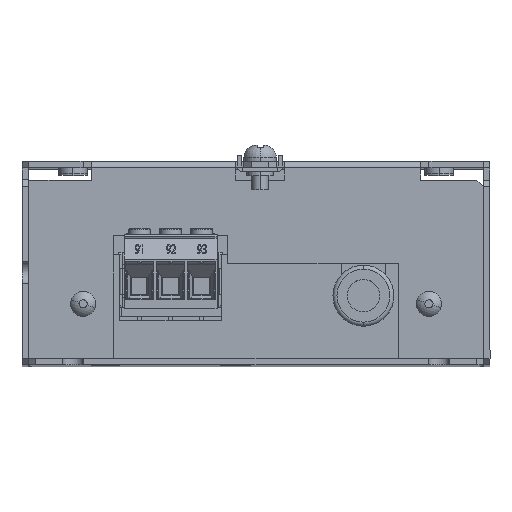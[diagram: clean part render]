
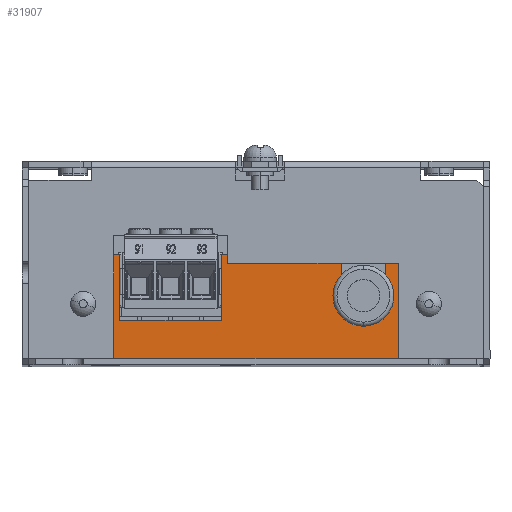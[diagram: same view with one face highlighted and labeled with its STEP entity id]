
A CAD part, top view. The second image highlights one B-rep face of the part: STEP entity #31907.
In plain terms, the highlighted face is planar.
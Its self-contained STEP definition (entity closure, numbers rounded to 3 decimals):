
#392 = EDGE_CURVE ( 'NONE', #27166, #10673, #41908, .T. ) ;
#494 = AXIS2_PLACEMENT_3D ( 'NONE', #36771, #15223, #40408 ) ;
#658 = VERTEX_POINT ( 'NONE', #32171 ) ;
#809 = DIRECTION ( 'NONE',  ( 0., 1., 0. ) ) ;
#910 = CARTESIAN_POINT ( 'NONE',  ( 134.65, 26., -54.759 ) ) ;
#1131 = LINE ( 'NONE', #19703, #19197 ) ;
#1712 = DIRECTION ( 'NONE',  ( 0., 0., 1. ) ) ;
#3075 = VERTEX_POINT ( 'NONE', #39970 ) ;
#3098 = DIRECTION ( 'NONE',  ( 0., 1., 0. ) ) ;
#3225 = VERTEX_POINT ( 'NONE', #39557 ) ;
#3359 = FACE_OUTER_BOUND ( 'NONE', #20152, .T. ) ;
#3986 = CARTESIAN_POINT ( 'NONE',  ( 134.65, 26., -31.9 ) ) ;
#4175 = CARTESIAN_POINT ( 'NONE',  ( 134.65, 0., 54.759 ) ) ;
#4519 = EDGE_CURVE ( 'NONE', #10673, #3225, #20605, .T. ) ;
#4549 = VERTEX_POINT ( 'NONE', #16884 ) ;
#4768 = ORIENTED_EDGE ( 'NONE', *, *, #11919, .F. ) ;
#5089 = CARTESIAN_POINT ( 'NONE',  ( 134.65, 26., 0. ) ) ;
#5581 = VERTEX_POINT ( 'NONE', #3986 ) ;
#5690 = DIRECTION ( 'NONE',  ( 0., -1., 0. ) ) ;
#5748 = LINE ( 'NONE', #45310, #42950 ) ;
#5774 = DIRECTION ( 'NONE',  ( 1., 0., 0. ) ) ;
#5848 = ORIENTED_EDGE ( 'NONE', *, *, #31667, .T. ) ;
#6230 = CARTESIAN_POINT ( 'NONE',  ( 134.65, 26., 0. ) ) ;
#6794 = EDGE_CURVE ( 'NONE', #27862, #44910, #28094, .T. ) ;
#7155 = CARTESIAN_POINT ( 'NONE',  ( 134.65, 15.6, -42.5 ) ) ;
#8249 = ORIENTED_EDGE ( 'NONE', *, *, #25410, .F. ) ;
#9277 = EDGE_CURVE ( 'NONE', #3225, #45343, #5748, .T. ) ;
#9337 = VERTEX_POINT ( 'NONE', #10696 ) ;
#9976 = CARTESIAN_POINT ( 'NONE',  ( 134.65, 10., 33.5 ) ) ;
#10003 = AXIS2_PLACEMENT_3D ( 'NONE', #46130, #38995, #17456 ) ;
#10361 = CARTESIAN_POINT ( 'NONE',  ( 134.65, 0., -54.759 ) ) ;
#10496 = ORIENTED_EDGE ( 'NONE', *, *, #392, .F. ) ;
#10673 = VERTEX_POINT ( 'NONE', #21887 ) ;
#10696 = CARTESIAN_POINT ( 'NONE',  ( 134.65, 12.4, 42.5 ) ) ;
#11010 = EDGE_CURVE ( 'NONE', #18422, #658, #14450, .T. ) ;
#11070 = CARTESIAN_POINT ( 'NONE',  ( 134.65, 14., -42.5 ) ) ;
#11919 = EDGE_CURVE ( 'NONE', #4549, #5581, #21715, .T. ) ;
#12096 = VECTOR ( 'NONE', #809, 1000. ) ;
#12599 = ORIENTED_EDGE ( 'NONE', *, *, #42205, .T. ) ;
#12727 = LINE ( 'NONE', #4175, #23930 ) ;
#12982 = DIRECTION ( 'NONE',  ( 0., 1., 0. ) ) ;
#14450 = CIRCLE ( 'NONE', #37803, 1.6 ) ;
#14660 = DIRECTION ( 'NONE',  ( 0., 1., 0. ) ) ;
#14733 = CARTESIAN_POINT ( 'NONE',  ( 134.65, 0.1, 54.759 ) ) ;
#14876 = ORIENTED_EDGE ( 'NONE', *, *, #38563, .F. ) ;
#15223 = DIRECTION ( 'NONE',  ( 1., 0., 0. ) ) ;
#15425 = ORIENTED_EDGE ( 'NONE', *, *, #16477, .F. ) ;
#15574 = CARTESIAN_POINT ( 'NONE',  ( 134.65, 15.6, 42.5 ) ) ;
#15921 = DIRECTION ( 'NONE',  ( 0., 0., 1. ) ) ;
#16025 = CARTESIAN_POINT ( 'NONE',  ( 134.65, 0.1, 55.9 ) ) ;
#16477 = EDGE_CURVE ( 'NONE', #42271, #18024, #21265, .T. ) ;
#16884 = CARTESIAN_POINT ( 'NONE',  ( 134.65, 16., -31.9 ) ) ;
#17456 = DIRECTION ( 'NONE',  ( 0., -1., 0. ) ) ;
#17642 = CARTESIAN_POINT ( 'NONE',  ( 134.65, 16., -20.9 ) ) ;
#17685 = VECTOR ( 'NONE', #3098, 1000. ) ;
#17831 = DIRECTION ( 'NONE',  ( 1., 0., 0. ) ) ;
#18024 = VERTEX_POINT ( 'NONE', #14733 ) ;
#18106 = DIRECTION ( 'NONE',  ( 1., 0., 0. ) ) ;
#18197 = CARTESIAN_POINT ( 'NONE',  ( 134.65, 26., 33.5 ) ) ;
#18422 = VERTEX_POINT ( 'NONE', #7155 ) ;
#19197 = VECTOR ( 'NONE', #1712, 1000. ) ;
#19207 = ORIENTED_EDGE ( 'NONE', *, *, #38483, .F. ) ;
#19479 = VECTOR ( 'NONE', #42303, 1000. ) ;
#19541 = EDGE_CURVE ( 'NONE', #42271, #33328, #27262, .T. ) ;
#19703 = CARTESIAN_POINT ( 'NONE',  ( 134.65, 26., 0. ) ) ;
#19864 = AXIS2_PLACEMENT_3D ( 'NONE', #39636, #18106, #43305 ) ;
#20104 = ORIENTED_EDGE ( 'NONE', *, *, #28759, .F. ) ;
#20152 = EDGE_LOOP ( 'NONE', ( #44259, #43634, #24886, #30822, #27297, #10496, #12599, #8249, #15425, #29723, #5848, #4768 ) ) ;
#20402 = AXIS2_PLACEMENT_3D ( 'NONE', #39386, #17831, #43040 ) ;
#20605 = LINE ( 'NONE', #9976, #19479 ) ;
#20871 = CIRCLE ( 'NONE', #494, 1.6 ) ;
#21265 = LINE ( 'NONE', #16025, #30816 ) ;
#21715 = LINE ( 'NONE', #40316, #12096 ) ;
#21887 = CARTESIAN_POINT ( 'NONE',  ( 134.65, 10., 33.5 ) ) ;
#22298 = VECTOR ( 'NONE', #32089, 1000. ) ;
#22587 = VECTOR ( 'NONE', #15921, 1000. ) ;
#23036 = CARTESIAN_POINT ( 'NONE',  ( 134.65, 26., -20.9 ) ) ;
#23930 = VECTOR ( 'NONE', #29391, 1000. ) ;
#24886 = ORIENTED_EDGE ( 'NONE', *, *, #25214, .T. ) ;
#25214 = EDGE_CURVE ( 'NONE', #27862, #45343, #41414, .T. ) ;
#25410 = EDGE_CURVE ( 'NONE', #18024, #3075, #12727, .T. ) ;
#26514 = EDGE_CURVE ( 'NONE', #44910, #4549, #37306, .T. ) ;
#27166 = VERTEX_POINT ( 'NONE', #18197 ) ;
#27262 = LINE ( 'NONE', #10361, #17685 ) ;
#27297 = ORIENTED_EDGE ( 'NONE', *, *, #4519, .F. ) ;
#27344 = CARTESIAN_POINT ( 'NONE',  ( 134.65, 14., -42.5 ) ) ;
#27862 = VERTEX_POINT ( 'NONE', #45256 ) ;
#28094 = LINE ( 'NONE', #23036, #38735 ) ;
#28482 = DIRECTION ( 'NONE',  ( 0., -1., 0. ) ) ;
#28759 = EDGE_CURVE ( 'NONE', #9337, #42749, #20871, .T. ) ;
#29391 = DIRECTION ( 'NONE',  ( 0., 1., 0. ) ) ;
#29723 = ORIENTED_EDGE ( 'NONE', *, *, #19541, .T. ) ;
#30816 = VECTOR ( 'NONE', #37612, 1000. ) ;
#30822 = ORIENTED_EDGE ( 'NONE', *, *, #9277, .F. ) ;
#30978 = DIRECTION ( 'NONE',  ( 0., 1., 0. ) ) ;
#31224 = VECTOR ( 'NONE', #28482, 1000. ) ;
#31667 = EDGE_CURVE ( 'NONE', #33328, #5581, #1131, .T. ) ;
#31907 = ADVANCED_FACE ( 'NONE', ( #32125, #41677, #3359 ), #35369, .F. ) ;
#32089 = DIRECTION ( 'NONE',  ( 0., 0., 1. ) ) ;
#32125 = FACE_BOUND ( 'NONE', #41866, .T. ) ;
#32160 = LINE ( 'NONE', #5089, #22587 ) ;
#32171 = CARTESIAN_POINT ( 'NONE',  ( 134.65, 12.4, -42.5 ) ) ;
#32477 = AXIS2_PLACEMENT_3D ( 'NONE', #11070, #36216, #14660 ) ;
#33328 = VERTEX_POINT ( 'NONE', #910 ) ;
#35369 = PLANE ( 'NONE',  #10003 ) ;
#35580 = CIRCLE ( 'NONE', #20402, 1.6 ) ;
#36216 = DIRECTION ( 'NONE',  ( 1., 0., 0. ) ) ;
#36771 = CARTESIAN_POINT ( 'NONE',  ( 134.65, 14., 42.5 ) ) ;
#37306 = CIRCLE ( 'NONE', #19864, 5.5 ) ;
#37612 = DIRECTION ( 'NONE',  ( 0., 0., 1. ) ) ;
#37803 = AXIS2_PLACEMENT_3D ( 'NONE', #27344, #5774, #30978 ) ;
#38483 = EDGE_CURVE ( 'NONE', #42749, #9337, #35580, .T. ) ;
#38563 = EDGE_CURVE ( 'NONE', #658, #18422, #42949, .T. ) ;
#38735 = VECTOR ( 'NONE', #5690, 1000. ) ;
#38995 = DIRECTION ( 'NONE',  ( -1., 0., 0. ) ) ;
#39386 = CARTESIAN_POINT ( 'NONE',  ( 134.65, 14., 42.5 ) ) ;
#39557 = CARTESIAN_POINT ( 'NONE',  ( 134.65, 10., 8.5 ) ) ;
#39636 = CARTESIAN_POINT ( 'NONE',  ( 134.65, 16., -26.4 ) ) ;
#39970 = CARTESIAN_POINT ( 'NONE',  ( 134.65, 26., 54.759 ) ) ;
#40316 = CARTESIAN_POINT ( 'NONE',  ( 134.65, 26., -31.9 ) ) ;
#40408 = DIRECTION ( 'NONE',  ( 0., 1., 0. ) ) ;
#40978 = ORIENTED_EDGE ( 'NONE', *, *, #11010, .F. ) ;
#41195 = CARTESIAN_POINT ( 'NONE',  ( 134.65, 26., 33.5 ) ) ;
#41414 = LINE ( 'NONE', #6230, #22298 ) ;
#41608 = CARTESIAN_POINT ( 'NONE',  ( 134.65, 0.1, -54.759 ) ) ;
#41677 = FACE_BOUND ( 'NONE', #42144, .T. ) ;
#41866 = EDGE_LOOP ( 'NONE', ( #40978, #14876 ) ) ;
#41908 = LINE ( 'NONE', #41195, #31224 ) ;
#42144 = EDGE_LOOP ( 'NONE', ( #19207, #20104 ) ) ;
#42205 = EDGE_CURVE ( 'NONE', #27166, #3075, #32160, .T. ) ;
#42271 = VERTEX_POINT ( 'NONE', #41608 ) ;
#42303 = DIRECTION ( 'NONE',  ( 0., 0., -1. ) ) ;
#42749 = VERTEX_POINT ( 'NONE', #15574 ) ;
#42949 = CIRCLE ( 'NONE', #32477, 1.6 ) ;
#42950 = VECTOR ( 'NONE', #12982, 1000. ) ;
#43040 = DIRECTION ( 'NONE',  ( 0., 1., 0. ) ) ;
#43305 = DIRECTION ( 'NONE',  ( 0., 1., 0. ) ) ;
#43634 = ORIENTED_EDGE ( 'NONE', *, *, #6794, .F. ) ;
#44259 = ORIENTED_EDGE ( 'NONE', *, *, #26514, .F. ) ;
#44910 = VERTEX_POINT ( 'NONE', #17642 ) ;
#45256 = CARTESIAN_POINT ( 'NONE',  ( 134.65, 26., -20.9 ) ) ;
#45310 = CARTESIAN_POINT ( 'NONE',  ( 134.65, 26., 8.5 ) ) ;
#45343 = VERTEX_POINT ( 'NONE', #45801 ) ;
#45801 = CARTESIAN_POINT ( 'NONE',  ( 134.65, 26., 8.5 ) ) ;
#46130 = CARTESIAN_POINT ( 'NONE',  ( 134.65, 0., 0. ) ) ;
